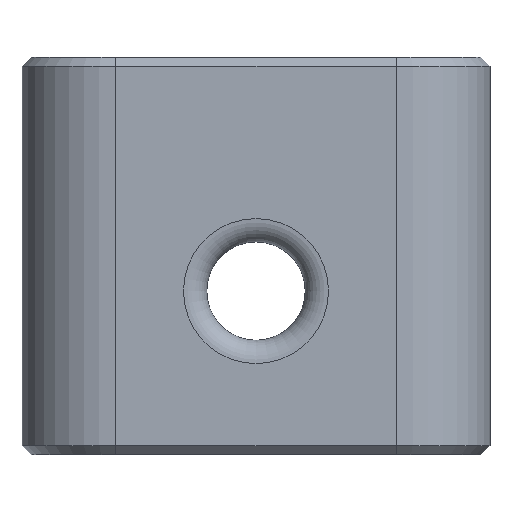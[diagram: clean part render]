
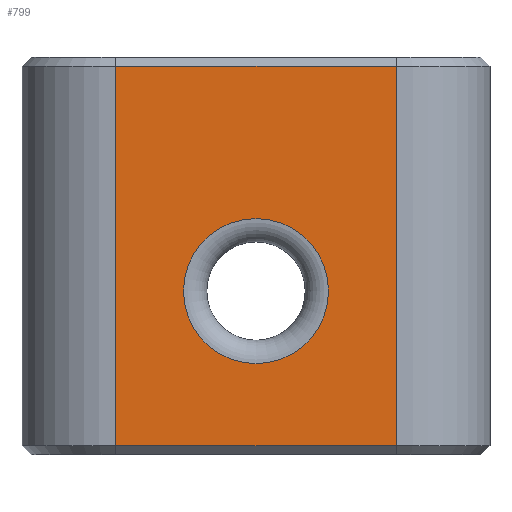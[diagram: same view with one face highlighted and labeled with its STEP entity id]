
A CAD part, front view. The second image highlights one B-rep face of the part: STEP entity #799.
In plain terms, the highlighted planar face has unit normal (0, -1, 0).
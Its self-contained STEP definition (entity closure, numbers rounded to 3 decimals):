
#64=FACE_BOUND('',#283,.T.);
#72=LINE('',#1180,#142);
#73=LINE('',#1182,#143);
#74=LINE('',#1184,#144);
#75=LINE('',#1185,#145);
#142=VECTOR('',#966,10.);
#143=VECTOR('',#967,10.);
#144=VECTOR('',#968,10.);
#145=VECTOR('',#969,10.);
#208=PLANE('',#872);
#231=FACE_OUTER_BOUND('',#282,.T.);
#282=EDGE_LOOP('',(#573,#574,#575,#576));
#283=EDGE_LOOP('',(#577));
#336=CIRCLE('',#868,3.1);
#369=VERTEX_POINT('',#1170);
#372=VERTEX_POINT('',#1178);
#373=VERTEX_POINT('',#1179);
#374=VERTEX_POINT('',#1181);
#375=VERTEX_POINT('',#1183);
#443=EDGE_CURVE('',#369,#369,#336,.T.);
#447=EDGE_CURVE('',#372,#373,#72,.T.);
#448=EDGE_CURVE('',#374,#372,#73,.T.);
#449=EDGE_CURVE('',#375,#374,#74,.T.);
#450=EDGE_CURVE('',#373,#375,#75,.T.);
#573=ORIENTED_EDGE('',*,*,#447,.F.);
#574=ORIENTED_EDGE('',*,*,#448,.F.);
#575=ORIENTED_EDGE('',*,*,#449,.F.);
#576=ORIENTED_EDGE('',*,*,#450,.F.);
#577=ORIENTED_EDGE('',*,*,#443,.F.);
#799=ADVANCED_FACE('',(#231,#64),#208,.F.);
#868=AXIS2_PLACEMENT_3D('',#1171,#956,#957);
#872=AXIS2_PLACEMENT_3D('',#1177,#964,#965);
#956=DIRECTION('center_axis',(0.,-1.,0.));
#957=DIRECTION('ref_axis',(1.,0.,0.));
#964=DIRECTION('center_axis',(0.,1.,0.));
#965=DIRECTION('ref_axis',(1.,0.,0.));
#966=DIRECTION('',(-1.,0.,0.));
#967=DIRECTION('',(0.,0.,-1.));
#968=DIRECTION('',(1.,0.,0.));
#969=DIRECTION('',(0.,0.,1.));
#1170=CARTESIAN_POINT('',(0.,0.,-3.1));
#1171=CARTESIAN_POINT('Origin',(0.,0.,0.));
#1177=CARTESIAN_POINT('Origin',(0.,0.,0.));
#1178=CARTESIAN_POINT('',(6.,0.,-6.6));
#1179=CARTESIAN_POINT('',(-6.,0.,-6.6));
#1180=CARTESIAN_POINT('',(5.,0.,-6.6));
#1181=CARTESIAN_POINT('',(6.,0.,9.6));
#1182=CARTESIAN_POINT('',(6.,0.,5.));
#1183=CARTESIAN_POINT('',(-6.,0.,9.6));
#1184=CARTESIAN_POINT('',(-5.,0.,9.6));
#1185=CARTESIAN_POINT('',(-6.,0.,-5.));
